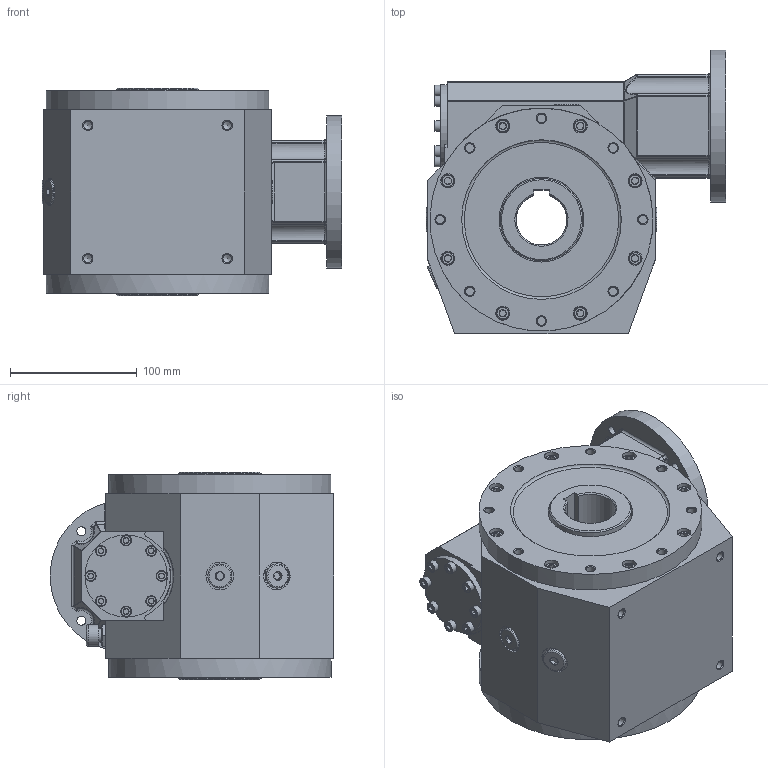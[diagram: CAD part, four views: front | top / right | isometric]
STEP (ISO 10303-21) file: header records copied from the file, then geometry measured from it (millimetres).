
FILE_DESCRIPTION( ( 'Unknown' ), '1' );
FILE_NAME( '4-1KA.stp', 'Unknown', ( 'Unknown' ), ( 'Unknown' ), 'PSStep 13.0', 'Unknown', ' ' );
FILE_SCHEMA( ( 'AUTOMOTIVE_DESIGN { 1 0 10303 214 1 1 1 1 }' ) );
Length unit declared in the file: millimetre
Products named in the file (1): Gehaeuse
Bounding box: 236.5 x 224 x 164 mm (x, y, z)
Volume: 4546195.7 mm3; surface area: 285918.3 mm2
Topology: 1 solids, 25 shells, 756 faces, 1668 edges, 1052 vertices
Faces by surface type: plane 390, cylinder 197, cone 80, torus 37, bspline 35, extrusion 17
Full cylindrical faces by diameter (mm): 5 x8, 5.5 x8, 6 x16, 6.8 x20, 7 x20, 8.5 x8, 10 x16, 11 x17, 17 x2, 19 x4, 22 x5, 65 x3, 67 x2, 68 x1, 70 x1, 80 x1, 90 x2, 120 x1, 176 x2
Entity records: 41413 total; most frequent: CARTESIAN_POINT 20509, DIRECTION 2893, ORIENTED_EDGE 2674, EDGE_CURVE 1337, EDGE_LOOP 1167, AXIS2_PLACEMENT_3D 1150, VERTEX_POINT 996, FACE_OUTER_BOUND 925
